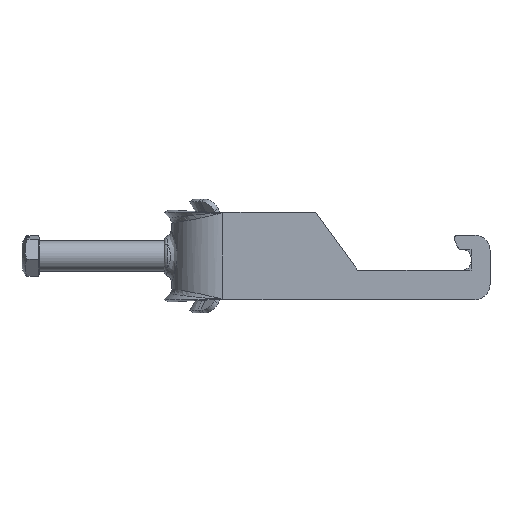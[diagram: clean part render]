
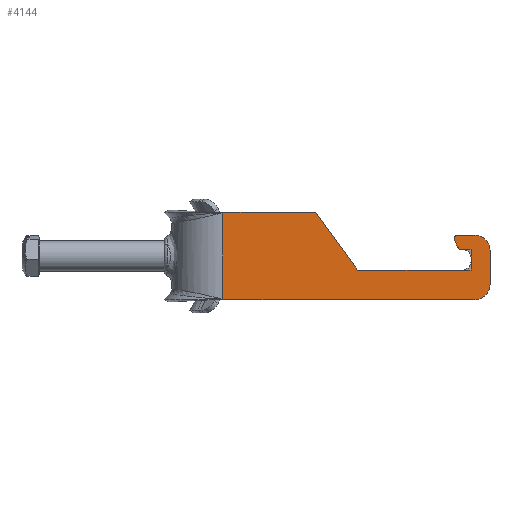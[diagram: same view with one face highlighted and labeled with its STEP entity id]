
A CAD part, left-side view. The second image highlights one B-rep face of the part: STEP entity #4144.
In plain terms, the highlighted planar face has unit normal (-1, 0, 0).
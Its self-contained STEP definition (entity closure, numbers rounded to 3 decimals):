
#295=FACE_OUTER_BOUND('',#560,.T.);
#560=EDGE_LOOP('',(#2968,#2969,#2970,#2971,#2972,#2973,#2974,#2975,#2976,
#2977,#2978,#2979,#2980,#2981,#2982,#2983,#2984,#2985,#2986,#2987));
#779=CIRCLE('',#4450,4.);
#784=CIRCLE('',#4458,4.);
#786=CIRCLE('',#4462,1.);
#787=CIRCLE('',#4465,1.);
#976=LINE('',#6163,#1339);
#977=LINE('',#6165,#1340);
#984=LINE('',#6182,#1347);
#985=LINE('',#6186,#1348);
#986=LINE('',#6187,#1349);
#992=LINE('',#6202,#1355);
#1036=LINE('',#6320,#1399);
#1042=LINE('',#6337,#1405);
#1045=LINE('',#6345,#1408);
#1053=LINE('',#6833,#1416);
#1057=LINE('',#6866,#1420);
#1059=LINE('',#6870,#1422);
#1060=LINE('',#7124,#1423);
#1061=LINE('',#7321,#1424);
#1070=LINE('',#8471,#1433);
#1071=LINE('',#8472,#1434);
#1339=VECTOR('',#4881,10.);
#1340=VECTOR('',#4882,10.);
#1347=VECTOR('',#4899,10.);
#1348=VECTOR('',#4902,10.);
#1349=VECTOR('',#4903,10.);
#1355=VECTOR('',#4919,10.);
#1399=VECTOR('',#5019,10.);
#1405=VECTOR('',#5039,10.);
#1408=VECTOR('',#5048,10.);
#1416=VECTOR('',#5106,10.);
#1420=VECTOR('',#5116,10.);
#1422=VECTOR('',#5120,10.);
#1423=VECTOR('',#5121,10.);
#1424=VECTOR('',#5122,10.);
#1433=VECTOR('',#5137,10.);
#1434=VECTOR('',#5138,10.);
#1702=VERTEX_POINT('',#6161);
#1703=VERTEX_POINT('',#6162);
#1704=VERTEX_POINT('',#6164);
#1709=VERTEX_POINT('',#6180);
#1710=VERTEX_POINT('',#6184);
#1711=VERTEX_POINT('',#6185);
#1715=VERTEX_POINT('',#6200);
#1746=VERTEX_POINT('',#6285);
#1747=VERTEX_POINT('',#6286);
#1761=VERTEX_POINT('',#6319);
#1762=VERTEX_POINT('',#6323);
#1764=VERTEX_POINT('',#6331);
#1765=VERTEX_POINT('',#6332);
#1766=VERTEX_POINT('',#6339);
#1767=VERTEX_POINT('',#6340);
#1788=VERTEX_POINT('',#6803);
#1789=VERTEX_POINT('',#6832);
#1791=VERTEX_POINT('',#6868);
#1792=VERTEX_POINT('',#7107);
#1793=VERTEX_POINT('',#7320);
#2079=EDGE_CURVE('',#1702,#1703,#976,.T.);
#2080=EDGE_CURVE('',#1704,#1702,#977,.T.);
#2089=EDGE_CURVE('',#1703,#1709,#984,.T.);
#2090=EDGE_CURVE('',#1710,#1711,#985,.T.);
#2091=EDGE_CURVE('',#1709,#1710,#986,.T.);
#2099=EDGE_CURVE('',#1711,#1715,#992,.T.);
#2140=EDGE_CURVE('',#1746,#1747,#779,.T.);
#2157=EDGE_CURVE('',#1747,#1761,#1036,.T.);
#2159=EDGE_CURVE('',#1761,#1762,#784,.T.);
#2163=EDGE_CURVE('',#1764,#1765,#786,.T.);
#2166=EDGE_CURVE('',#1764,#1704,#1042,.T.);
#2167=EDGE_CURVE('',#1766,#1767,#787,.T.);
#2170=EDGE_CURVE('',#1746,#1767,#1045,.T.);
#2205=EDGE_CURVE('',#1788,#1789,#1053,.T.);
#2210=EDGE_CURVE('',#1766,#1765,#1057,.T.);
#2212=EDGE_CURVE('',#1715,#1791,#1059,.T.);
#2215=EDGE_CURVE('',#1792,#1788,#1060,.T.);
#2217=EDGE_CURVE('',#1789,#1793,#1061,.T.);
#2233=EDGE_CURVE('',#1793,#1791,#1070,.T.);
#2234=EDGE_CURVE('',#1762,#1792,#1071,.T.);
#2968=ORIENTED_EDGE('',*,*,#2140,.F.);
#2969=ORIENTED_EDGE('',*,*,#2170,.T.);
#2970=ORIENTED_EDGE('',*,*,#2167,.F.);
#2971=ORIENTED_EDGE('',*,*,#2210,.T.);
#2972=ORIENTED_EDGE('',*,*,#2163,.F.);
#2973=ORIENTED_EDGE('',*,*,#2166,.T.);
#2974=ORIENTED_EDGE('',*,*,#2080,.T.);
#2975=ORIENTED_EDGE('',*,*,#2079,.T.);
#2976=ORIENTED_EDGE('',*,*,#2089,.T.);
#2977=ORIENTED_EDGE('',*,*,#2091,.T.);
#2978=ORIENTED_EDGE('',*,*,#2090,.T.);
#2979=ORIENTED_EDGE('',*,*,#2099,.T.);
#2980=ORIENTED_EDGE('',*,*,#2212,.T.);
#2981=ORIENTED_EDGE('',*,*,#2233,.F.);
#2982=ORIENTED_EDGE('',*,*,#2217,.F.);
#2983=ORIENTED_EDGE('',*,*,#2205,.F.);
#2984=ORIENTED_EDGE('',*,*,#2215,.F.);
#2985=ORIENTED_EDGE('',*,*,#2234,.F.);
#2986=ORIENTED_EDGE('',*,*,#2159,.F.);
#2987=ORIENTED_EDGE('',*,*,#2157,.F.);
#3986=PLANE('',#4498);
#4144=ADVANCED_FACE('',(#295),#3986,.F.);
#4450=AXIS2_PLACEMENT_3D('',#6287,#4993,#4994);
#4458=AXIS2_PLACEMENT_3D('',#6324,#5023,#5024);
#4462=AXIS2_PLACEMENT_3D('',#6333,#5033,#5034);
#4465=AXIS2_PLACEMENT_3D('',#6341,#5042,#5043);
#4498=AXIS2_PLACEMENT_3D('',#8470,#5135,#5136);
#4881=DIRECTION('',(0.,0.,-1.));
#4882=DIRECTION('',(0.,-1.,0.));
#4899=DIRECTION('',(0.,0.,-1.));
#4902=DIRECTION('',(0.,1.,0.));
#4903=DIRECTION('',(0.,0.,-1.));
#4919=DIRECTION('',(0.,1.,0.));
#4993=DIRECTION('center_axis',(1.,0.,0.));
#4994=DIRECTION('ref_axis',(0.,-0.707,0.707));
#5019=DIRECTION('',(0.,0.,-1.));
#5023=DIRECTION('center_axis',(1.,0.,0.));
#5024=DIRECTION('ref_axis',(0.,-0.707,-0.707));
#5033=DIRECTION('center_axis',(1.,0.,0.));
#5034=DIRECTION('ref_axis',(0.,0.537,-0.843));
#5039=DIRECTION('',(0.,-1.,0.));
#5042=DIRECTION('center_axis',(1.,0.,0.));
#5043=DIRECTION('ref_axis',(0.,0.843,0.537));
#5048=DIRECTION('',(0.,1.,0.));
#5106=DIRECTION('',(0.,0.,1.));
#5116=DIRECTION('',(0.,-0.423,-0.906));
#5120=DIRECTION('',(0.,0.588,0.809));
#5121=DIRECTION('',(0.,0.,1.));
#5122=DIRECTION('',(0.,0.,1.));
#5135=DIRECTION('center_axis',(1.,0.,0.));
#5136=DIRECTION('ref_axis',(0.,0.,
-1.));
#5137=DIRECTION('',(0.,-1.,0.));
#5138=DIRECTION('',(0.,1.,0.));
#6161=CARTESIAN_POINT('',(-13.5,-65.5,1.7));
#6162=CARTESIAN_POINT('',(-13.5,-65.5,-0.55));
#6163=CARTESIAN_POINT('',(-13.5,-65.5,-1.85));
#6164=CARTESIAN_POINT('',(-13.5,-63.25,1.7));
#6165=CARTESIAN_POINT('',(-13.5,-23.451,1.7));
#6180=CARTESIAN_POINT('',(-13.5,-65.5,-1.45));
#6182=CARTESIAN_POINT('',(-13.5,-65.5,-1.85));
#6184=CARTESIAN_POINT('',(-13.5,-65.5,-3.7));
#6185=CARTESIAN_POINT('',(-13.5,-63.25,-3.7));
#6186=CARTESIAN_POINT('',(-13.5,-8.473,-3.7));
#6187=CARTESIAN_POINT('',(-13.5,-65.5,-1.85));
#6200=CARTESIAN_POINT('',(-13.5,-35.543,-3.7));
#6202=CARTESIAN_POINT('',(-13.5,-8.473,-3.7));
#6285=CARTESIAN_POINT('',(-13.5,-66.5,5.5));
#6286=CARTESIAN_POINT('',(-13.5,-70.5,1.5));
#6287=CARTESIAN_POINT('Origin',(-13.5,-66.5,1.5));
#6319=CARTESIAN_POINT('',(-13.5,-70.5,-7.5));
#6320=CARTESIAN_POINT('',(-13.5,-70.5,-11.5));
#6323=CARTESIAN_POINT('',(-13.5,-66.5,-11.5));
#6324=CARTESIAN_POINT('Origin',(-13.5,-66.5,-7.5));
#6331=CARTESIAN_POINT('',(-13.5,-62.909,1.7));
#6332=CARTESIAN_POINT('',(-13.5,-62.003,2.277));
#6333=CARTESIAN_POINT('Origin',(-13.5,-62.909,2.7));
#6337=CARTESIAN_POINT('',(-13.5,-23.451,1.7));
#6339=CARTESIAN_POINT('',(-13.5,-61.163,4.077));
#6340=CARTESIAN_POINT('',(-13.5,-62.07,5.5));
#6341=CARTESIAN_POINT('Origin',(-13.5,-62.07,4.5));
#6345=CARTESIAN_POINT('',(-13.5,-20.951,5.5));
#6803=CARTESIAN_POINT('',(-13.5,0.,-11.45));
#6832=CARTESIAN_POINT('',(-13.5,0.,11.45));
#6833=CARTESIAN_POINT('',(-13.5,0.,0.));
#6866=CARTESIAN_POINT('',(-13.5,-55.376,16.489));
#6868=CARTESIAN_POINT('',(-13.5,-24.5,11.5));
#6870=CARTESIAN_POINT('',(-13.5,-19.789,17.984));
#7107=CARTESIAN_POINT('',(-13.5,0.,-11.5));
#7124=CARTESIAN_POINT('',(-13.5,0.,0.));
#7320=CARTESIAN_POINT('',(-13.5,0.,11.5));
#7321=CARTESIAN_POINT('',(-13.5,0.,0.));
#8470=CARTESIAN_POINT('Origin',(-13.5,18.598,0.));
#8471=CARTESIAN_POINT('',(-13.5,-70.5,11.5));
#8472=CARTESIAN_POINT('',(-13.5,37.196,-11.5));
